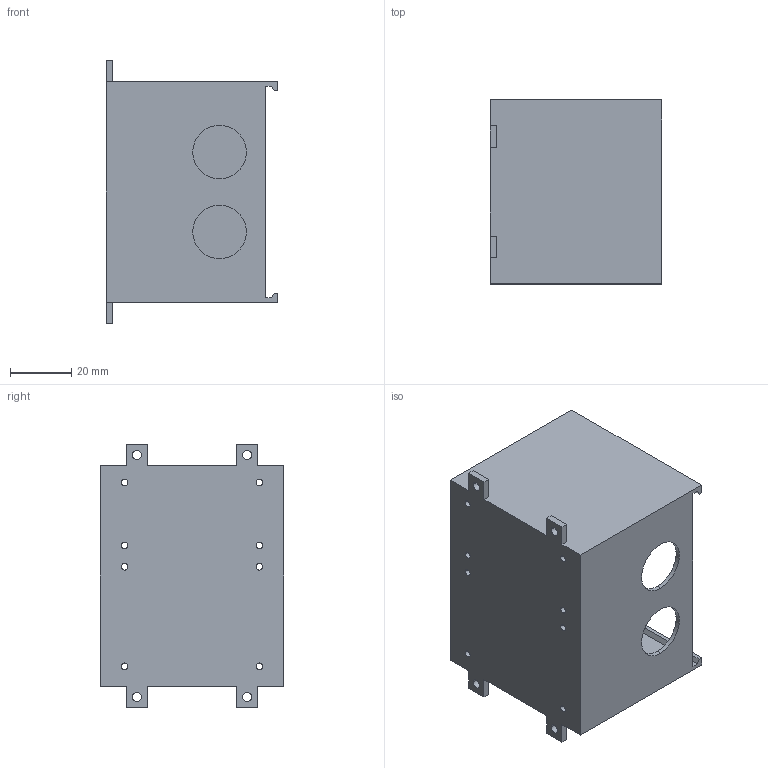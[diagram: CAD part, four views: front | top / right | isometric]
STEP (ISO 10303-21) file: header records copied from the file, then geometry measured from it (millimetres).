
FILE_DESCRIPTION (( 'STEP AP203' ), '1' );
FILE_NAME ('caja2.STEP', '2021-04-14T23:25:35', ( '' ), ( '' ), 'SwSTEP 2.0', 'SolidWorks 2020', '' );
FILE_SCHEMA (( 'CONFIG_CONTROL_DESIGN' ));
Length unit declared in the file: millimetre
Products named in the file (1): caja2
Bounding box: 56 x 60 x 86 mm (x, y, z)
Volume: 26818.2 mm3; surface area: 36643.2 mm2
Topology: 1 solids, 1 shells, 94 faces, 252 edges, 168 vertices
Faces by surface type: plane 50, cylinder 44
Entity records: 3105 total; most frequent: DIRECTION 530, CARTESIAN_POINT 515, ORIENTED_EDGE 504, EDGE_CURVE 252, AXIS2_PLACEMENT_3D 183, VERTEX_POINT 168, VECTOR 164, LINE 164
